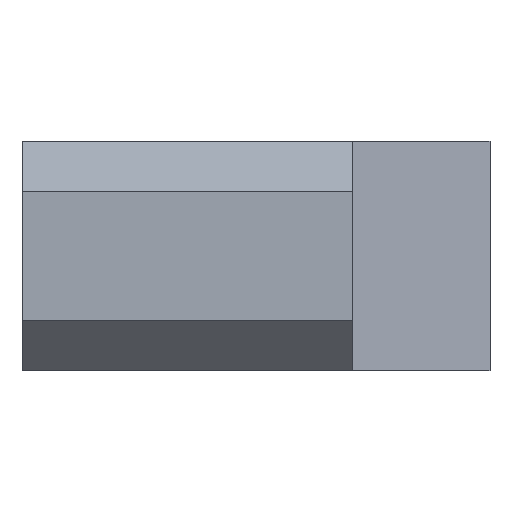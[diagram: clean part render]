
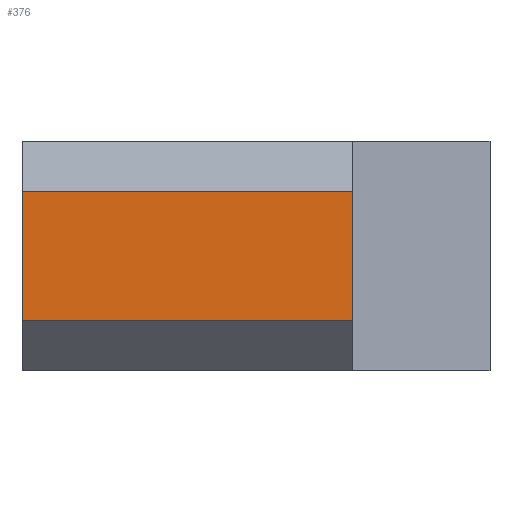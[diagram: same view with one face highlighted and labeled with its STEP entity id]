
A CAD part, front view. The second image highlights one B-rep face of the part: STEP entity #376.
In plain terms, the highlighted planar face has unit normal (0, -1, 0).
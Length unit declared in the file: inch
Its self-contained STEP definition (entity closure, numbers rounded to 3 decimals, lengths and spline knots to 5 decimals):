
#38 = ORIENTED_EDGE ( 'NONE', *, *, #438, .T. ) ;
#64 = EDGE_LOOP ( 'NONE', ( #639, #430, #679, #38 ) ) ;
#78 = DIRECTION ( 'NONE',  ( 0., 0., 1. ) ) ;
#166 = LINE ( 'NONE', #326, #1041 ) ;
#190 = CARTESIAN_POINT ( 'NONE',  ( 0.0625, -0.9375, -0.075 ) ) ;
#191 = EDGE_CURVE ( 'NONE', #260, #762, #694, .T. ) ;
#199 = DIRECTION ( 'NONE',  ( 1., 0., 0. ) ) ;
#234 = CARTESIAN_POINT ( 'NONE',  ( 0.7625, -0.9375, -0.34375 ) ) ;
#260 = VERTEX_POINT ( 'NONE', #391 ) ;
#281 = CARTESIAN_POINT ( 'NONE',  ( 0.7625, -0.9375, -0.26875 ) ) ;
#306 = VECTOR ( 'NONE', #199, 39.37008 ) ;
#326 = CARTESIAN_POINT ( 'NONE',  ( 0.5575, -0.9375, -0.34375 ) ) ;
#343 = EDGE_CURVE ( 'NONE', #424, #893, #814, .T. ) ;
#376 = ADVANCED_FACE ( 'NONE', ( #658 ), #387, .T. ) ;
#387 = PLANE ( 'NONE',  #519 ) ;
#391 = CARTESIAN_POINT ( 'NONE',  ( 0.0625, -0.9375, -0.26875 ) ) ;
#424 = VERTEX_POINT ( 'NONE', #669 ) ;
#430 = ORIENTED_EDGE ( 'NONE', *, *, #687, .T. ) ;
#438 = EDGE_CURVE ( 'NONE', #762, #424, #166, .T. ) ;
#477 = VECTOR ( 'NONE', #889, 39.37008 ) ;
#492 = CARTESIAN_POINT ( 'NONE',  ( 0.0625, -0.9375, -0.34375 ) ) ;
#495 = DIRECTION ( 'NONE',  ( 0., 0., -1. ) ) ;
#519 = AXIS2_PLACEMENT_3D ( 'NONE', #234, #576, #495 ) ;
#576 = DIRECTION ( 'NONE',  ( 0., -1., 0. ) ) ;
#589 = DIRECTION ( 'NONE',  ( 0., 0., -1. ) ) ;
#639 = ORIENTED_EDGE ( 'NONE', *, *, #343, .T. ) ;
#658 = FACE_OUTER_BOUND ( 'NONE', #64, .T. ) ;
#669 = CARTESIAN_POINT ( 'NONE',  ( 0.5575, -0.9375, -0.075 ) ) ;
#679 = ORIENTED_EDGE ( 'NONE', *, *, #191, .T. ) ;
#687 = EDGE_CURVE ( 'NONE', #893, #260, #905, .T. ) ;
#694 = LINE ( 'NONE', #281, #306 ) ;
#711 = CARTESIAN_POINT ( 'NONE',  ( 0.5575, -0.9375, -0.26875 ) ) ;
#762 = VERTEX_POINT ( 'NONE', #711 ) ;
#814 = LINE ( 'NONE', #972, #477 ) ;
#889 = DIRECTION ( 'NONE',  ( -1., 0., 0. ) ) ;
#893 = VERTEX_POINT ( 'NONE', #190 ) ;
#905 = LINE ( 'NONE', #492, #979 ) ;
#972 = CARTESIAN_POINT ( 'NONE',  ( 0., -0.9375, -0.075 ) ) ;
#979 = VECTOR ( 'NONE', #589, 39.37008 ) ;
#1041 = VECTOR ( 'NONE', #78, 39.37008 ) ;
